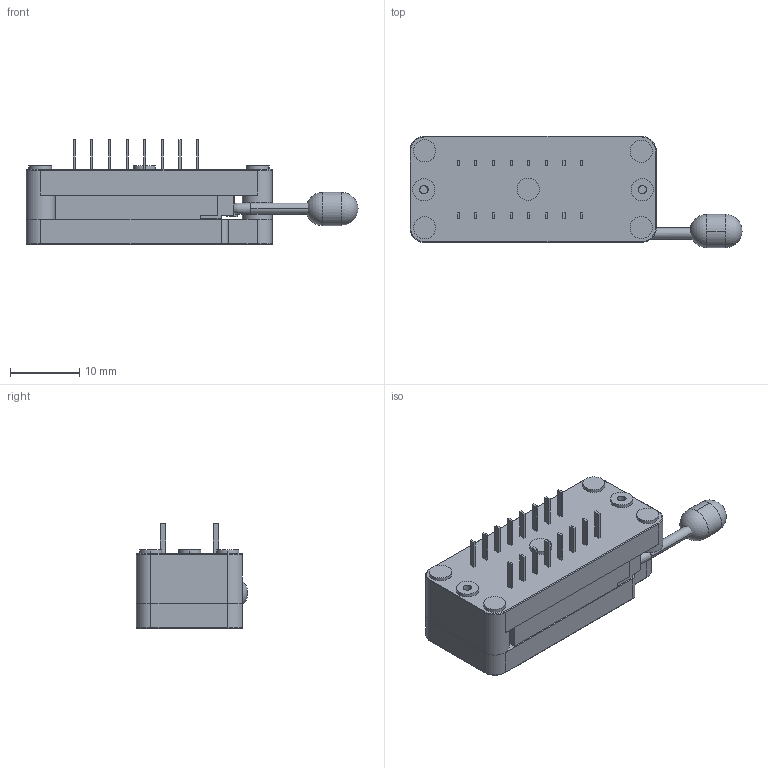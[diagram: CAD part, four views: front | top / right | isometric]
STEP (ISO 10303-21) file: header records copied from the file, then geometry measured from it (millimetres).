
FILE_DESCRIPTION (( 'STEP AP214' ), '1' );
FILE_NAME ('User Library-ZIF-Socket-16-pin.STEP', '2025-08-03T17:30:50', ( '' ), ( '' ), 'SwSTEP 2.0', 'SolidWorks 2022', '' );
FILE_SCHEMA (( 'AUTOMOTIVE_DESIGN' ));
Length unit declared in the file: millimetre
Products named in the file (9): TOP_1; LEVER-TIP_1; PINS_1; PUSH-BAR_1; BOTTOM_1; LEVER_1; MIDDLE_1; SCREWS_1; User Library-ZIF-Socket-16-pin
Assembly tree (8 placements, depth 2):
  User Library-ZIF-Socket-16-pin
    PINS_1
    LEVER-TIP_1
    BOTTOM_1
    MIDDLE_1
    TOP_1
    PUSH-BAR_1
    SCREWS_1
    LEVER_1
Bounding box: 47.86 x 16.05 x 15.1 mm (x, y, z)
Volume: 4748.1 mm3; surface area: 7663.5 mm2
Topology: 24 solids, 24 shells, 972 faces, 2635 edges, 1694 vertices
Faces by surface type: plane 843, cylinder 62, cone 40, bspline 13, torus 12, sphere 2
Entity records: 42532 total; most frequent: CARTESIAN_POINT 6858, ORIENTED_EDGE 5254, DIRECTION 4648, EDGE_CURVE 2627, LINE 2342, VECTOR 2342, VERTEX_POINT 1692, AXIS2_PLACEMENT_3D 1153
